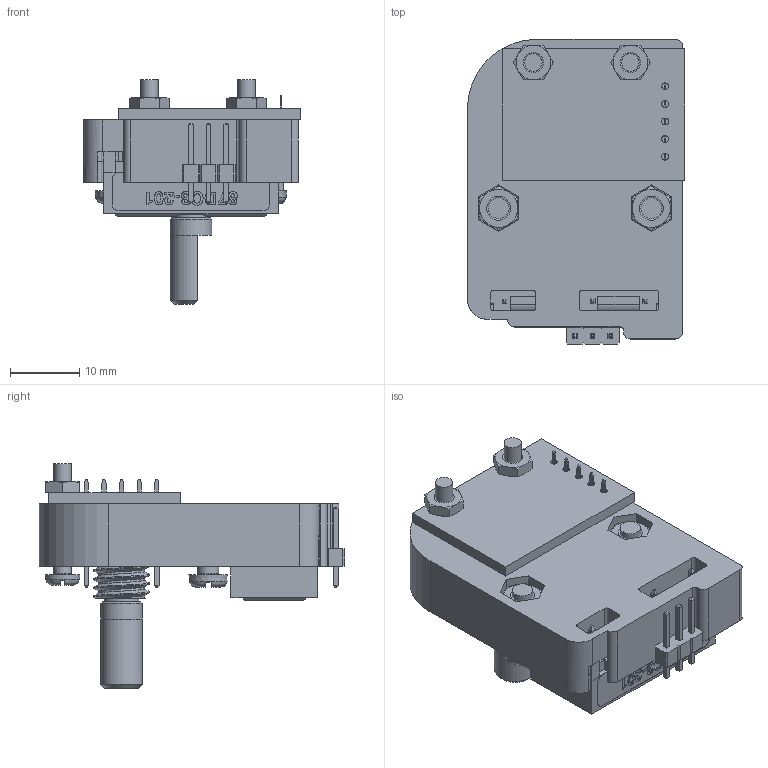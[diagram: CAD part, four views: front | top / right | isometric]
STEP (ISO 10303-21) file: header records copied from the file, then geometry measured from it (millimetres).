
FILE_DESCRIPTION(('FreeCAD Model'),'2;1');
FILE_NAME('3dholder_right_asm.stp','2020-07-30T06:23:55',('Author'),(''), 'Open CASCADE STEP processor 7.3','FreeCAD','Unknown');
FILE_SCHEMA(('AUTOMOTIVE_DESIGN { 1 0 10303 214 1 1 1 1 }'));
Length unit declared in the file: millimetre
Products named in the file (14): M2.5x16-Screw001; PinHeader_1x05_P254mm_Vertical; 3d_holder_right-r2; M2.5-Nut001; M2.5x16-Screw; M3-Nut; M3x10-Screw; Compound_KY040_RotaryEncoder; PinHeader_1x03_P254mm_Vertical; M3-Nut001; M3x10-Screw001; M2.5-Nut; Compound_Grayhill_87DC3-201; PinSocket_1x05_P254mm_Vertical
Bounding box: 31.3 x 44.01 x 32.4 mm (x, y, z)
Volume: 13298.8 mm3; surface area: 12104.1 mm2
Topology: 32 solids, 32 shells, 1084 faces, 2670 edges, 1678 vertices
Faces by surface type: plane 747, extrusion 127, cylinder 94, cone 70, bspline 28, revolution 8, torus 6, sphere 4
Full cylindrical faces by diameter (mm): 1 x5, 2.013 x2, 2.459 x2, 2.5 x2, 3 x5, 3.2 x4, 3.6 x1, 5 x1, 5.2 x1, 6 x1, 7.3 x1
Entity records: 39113 total; most frequent: CARTESIAN_POINT 8131, ORIENTED_EDGE 5306, DIRECTION 4700, EDGE_CURVE 2653, VECTOR 2046, LINE 1919, VERTEX_POINT 1678, AXIS2_PLACEMENT_3D 1323
